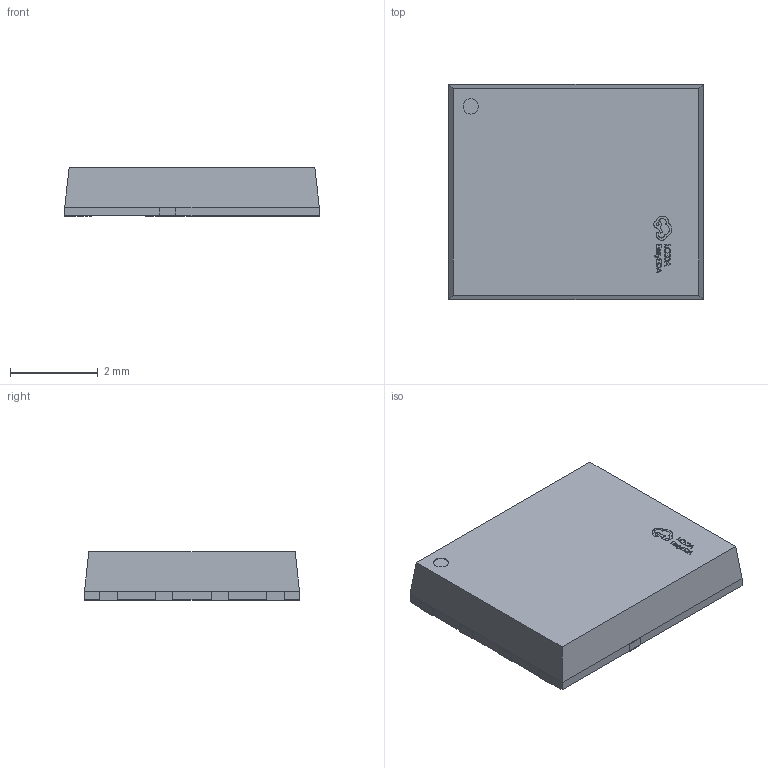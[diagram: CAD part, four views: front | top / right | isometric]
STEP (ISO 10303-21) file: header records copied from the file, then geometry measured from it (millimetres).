
FILE_DESCRIPTION (( 'STEP AP214' ), '1' );
FILE_NAME ('POWERVDFN-8_L5.8-W4.9-H1.0-P1.27.step', '2022-07-09T04:07:05', ( '' ), ( '' ), 'SwSTEP 2.0', 'SolidWorks 2020', '' );
FILE_SCHEMA (( 'AUTOMOTIVE_DESIGN' ));
Length unit declared in the file: millimetre
Products named in the file (1): POWERVDFN-8_L5.8-W4.9-H1.0-P1.27
Bounding box: 5.82 x 4.92 x 1.11 mm (x, y, z)
Surface area: 114.4 mm2
Topology: 2 solids, 2 shells, 315 faces, 869 edges, 578 vertices
Faces by surface type: plane 203, bspline 98, cylinder 14
Entity records: 13101 total; most frequent: CARTESIAN_POINT 3069, ORIENTED_EDGE 1738, DIRECTION 1133, EDGE_CURVE 869, LINE 641, VECTOR 641, VERTEX_POINT 578, EDGE_LOOP 335
